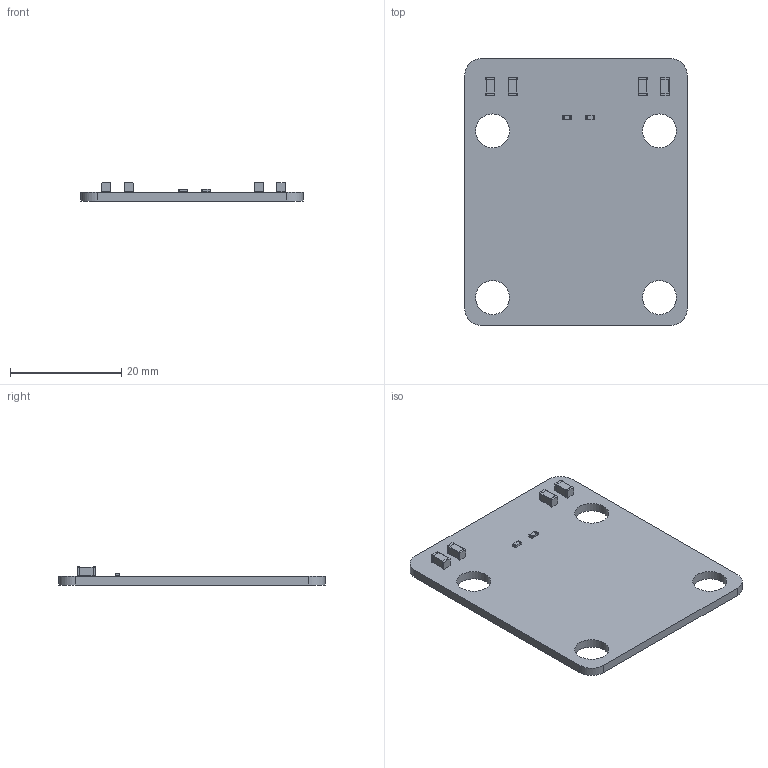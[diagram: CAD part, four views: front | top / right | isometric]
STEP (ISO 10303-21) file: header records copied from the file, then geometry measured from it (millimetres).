
FILE_DESCRIPTION(('KiCad electronic assembly'),'2;1');
FILE_NAME('LED_array.step','2021-04-12T02:05:02',('An Author'),( 'A Company'),'Open CASCADE STEP processor 7.5', 'KiCad to STEP converter','Unknown');
FILE_SCHEMA(('AUTOMOTIVE_DESIGN { 1 0 10303 214 1 1 1 1 }'));
Length unit declared in the file: millimetre
Products named in the file (6): Open CASCADE STEP translator 7.5 1; C_1206_3216Metric; SOLID; R_0603_1608Metric; COMPOUND
Assembly tree (9 placements, depth 3):
  Open CASCADE STEP translator 7.5 1
    C_1206_3216Metric  x4
      SOLID
    R_0603_1608Metric  x2
      SOLID
    COMPOUND
Bounding box: 40 x 48 x 3.25 mm (x, y, z)
Volume: 2904 mm3; surface area: 4096.6 mm2
Topology: 7 solids, 7 shells, 178 faces, 460 edges, 304 vertices
Faces by surface type: plane 106, cylinder 72
Full cylindrical faces by diameter (mm): 6.1 x4
Entity records: 4979 total; most frequent: CARTESIAN_POINT 842, DIRECTION 720, LINE 416, VECTOR 416, ORIENTED_EDGE 352, PCURVE 352, DEFINITIONAL_REPRESENTATION 352, EDGE_CURVE 176
